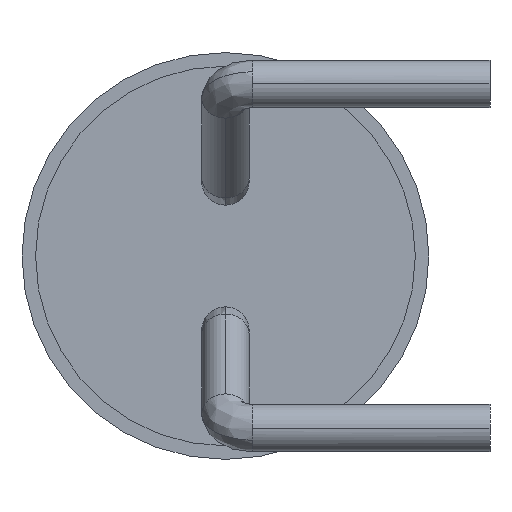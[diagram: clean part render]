
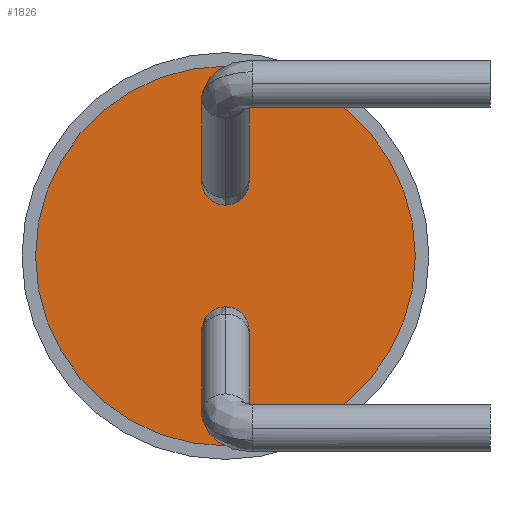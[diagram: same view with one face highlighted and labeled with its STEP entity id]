
A CAD part, left-side view. The second image highlights one B-rep face of the part: STEP entity #1826.
In plain terms, the highlighted face is planar.
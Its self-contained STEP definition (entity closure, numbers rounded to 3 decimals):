
#66 = EDGE_CURVE ( 'NONE', #1553, #1581, #1055, .T. ) ;
#75 = EDGE_CURVE ( 'NONE', #1581, #1553, #1393, .T. ) ;
#95 = DIRECTION ( 'NONE',  ( 1., 0., 0. ) ) ;
#110 = DIRECTION ( 'NONE',  ( 0., 0., 1. ) ) ;
#477 = FACE_OUTER_BOUND ( 'NONE', #1768, .T. ) ;
#523 = DIRECTION ( 'NONE',  ( 1., 0., 0. ) ) ;
#527 = DIRECTION ( 'NONE',  ( 1., 0., 0. ) ) ;
#612 = CARTESIAN_POINT ( 'NONE',  ( 1.4, 0., 0. ) ) ;
#656 = AXIS2_PLACEMENT_3D ( 'NONE', #1278, #699, #523 ) ;
#699 = DIRECTION ( 'NONE',  ( 0., 0., 1. ) ) ;
#759 = AXIS2_PLACEMENT_3D ( 'NONE', #963, #110, #527 ) ;
#950 = DIRECTION ( 'NONE',  ( 0., 0., 1. ) ) ;
#963 = CARTESIAN_POINT ( 'NONE',  ( 0., 0., 0. ) ) ;
#1020 = ORIENTED_EDGE ( 'NONE', *, *, #66, .F. ) ;
#1055 = CIRCLE ( 'NONE', #656, 1.4 ) ;
#1241 = PLANE ( 'NONE',  #1497 ) ;
#1278 = CARTESIAN_POINT ( 'NONE',  ( 0., 0., 0. ) ) ;
#1364 = ORIENTED_EDGE ( 'NONE', *, *, #75, .F. ) ;
#1393 = CIRCLE ( 'NONE', #759, 1.4 ) ;
#1487 = CARTESIAN_POINT ( 'NONE',  ( -1.4, 0., 0. ) ) ;
#1497 = AXIS2_PLACEMENT_3D ( 'NONE', #1828, #950, #95 ) ;
#1553 = VERTEX_POINT ( 'NONE', #1487 ) ;
#1581 = VERTEX_POINT ( 'NONE', #612 ) ;
#1768 = EDGE_LOOP ( 'NONE', ( #1364, #1020 ) ) ;
#1826 = ADVANCED_FACE ( 'NONE', ( #477 ), #1241, .F. ) ;
#1828 = CARTESIAN_POINT ( 'NONE',  ( 0., 0., 0. ) ) ;
